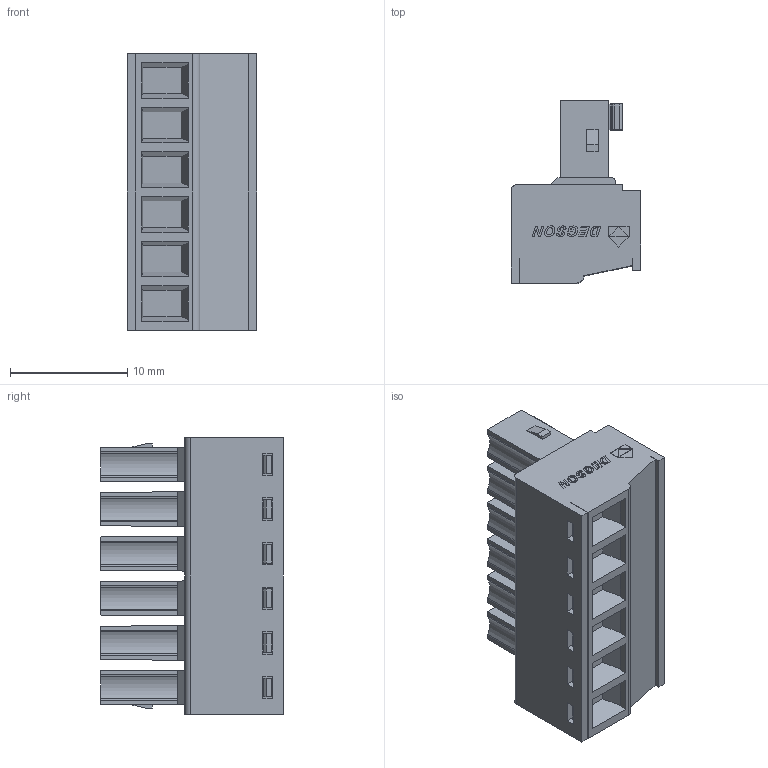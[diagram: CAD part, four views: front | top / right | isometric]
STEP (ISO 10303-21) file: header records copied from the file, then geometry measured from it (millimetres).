
FILE_DESCRIPTION((''),'2;1');
FILE_NAME('15EDGK-3_81-02P-14-00A_H_','2020-06-02T',('Administrator'),(''),'CREO PARAMETRIC BY PTC INC, 2015200','CREO PARAMETRIC BY PTC INC, 2015200','');
FILE_SCHEMA(('AUTOMOTIVE_DESIGN { 1 0 10303 214 1 1 1 1 }'));
Length unit declared in the file: millimetre
Products named in the file (1): 15EDGK-3_81-02P-14-00A_H_
Bounding box: 11.1 x 15.6 x 23.65 mm (x, y, z)
Volume: 2375.7 mm3; surface area: 2309.7 mm2
Topology: 1 solids, 1 shells, 885 faces, 2417 edges, 1594 vertices
Faces by surface type: plane 733, cylinder 116, torus 24, cone 12
Entity records: 27857 total; most frequent: CARTESIAN_POINT 5095, ORIENTED_EDGE 4834, DIRECTION 4438, EDGE_CURVE 2417, VECTOR 2080, LINE 2080, VERTEX_POINT 1594, AXIS2_PLACEMENT_3D 1179
